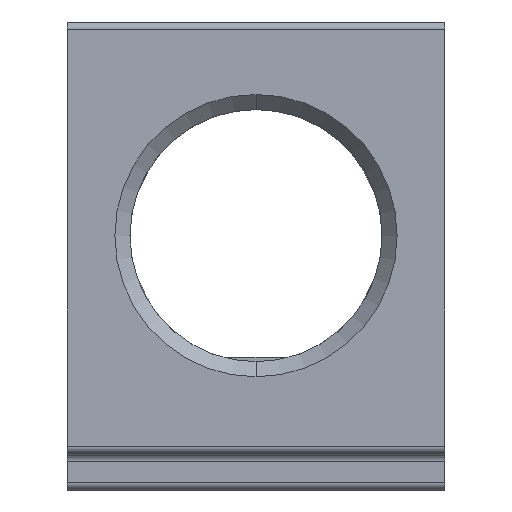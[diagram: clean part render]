
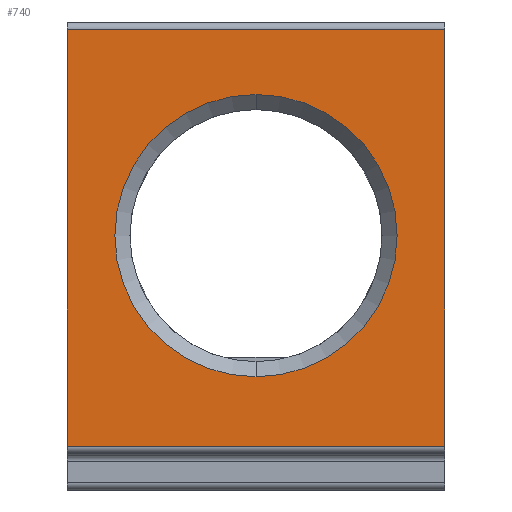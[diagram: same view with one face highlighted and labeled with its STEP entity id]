
A CAD part, front view. The second image highlights one B-rep face of the part: STEP entity #740.
In plain terms, the highlighted planar face has unit normal (0, -1, 0).
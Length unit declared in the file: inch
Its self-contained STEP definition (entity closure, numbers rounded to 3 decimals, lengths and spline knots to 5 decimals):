
#4 = AXIS2_PLACEMENT_3D ( 'NONE', #199, #128, #123 ) ;
#80 = DIRECTION ( 'NONE',  ( 0., 0., -1. ) ) ;
#89 = DIRECTION ( 'NONE',  ( 0., 1., 0. ) ) ;
#105 = EDGE_CURVE ( 'NONE', #673, #915, #298, .T. ) ;
#111 = CARTESIAN_POINT ( 'NONE',  ( 0.49213, 0., 0.66339 ) ) ;
#117 = AXIS2_PLACEMENT_3D ( 'NONE', #111, #89, #80 ) ;
#123 = DIRECTION ( 'NONE',  ( 0., 0., -1. ) ) ;
#128 = DIRECTION ( 'NONE',  ( 0., -1., 0. ) ) ;
#199 = CARTESIAN_POINT ( 'NONE',  ( 0.49213, 0., 0. ) ) ;
#210 = PLANE ( 'NONE',  #4 ) ;
#222 = FACE_BOUND ( 'NONE', #858, .T. ) ;
#232 = CARTESIAN_POINT ( 'NONE',  ( 0., 0., 0. ) ) ;
#239 = DIRECTION ( 'NONE',  ( -1., 0., 0. ) ) ;
#243 = DIRECTION ( 'NONE',  ( 0., 0., 1. ) ) ;
#248 = CARTESIAN_POINT ( 'NONE',  ( 0.49213, 0., 1.20079 ) ) ;
#258 = DIRECTION ( 'NONE',  ( 0., 0., -1. ) ) ;
#260 = FACE_OUTER_BOUND ( 'NONE', #857, .T. ) ;
#264 = CARTESIAN_POINT ( 'NONE',  ( 0.98425, 0., 0. ) ) ;
#298 = CIRCLE ( 'NONE', #1196, 0.36811 ) ;
#305 = CARTESIAN_POINT ( 'NONE',  ( 0.98425, 0., 1.20079 ) ) ;
#342 = VECTOR ( 'NONE', #243, 39.37008 ) ;
#345 = LINE ( 'NONE', #232, #342 ) ;
#347 = CIRCLE ( 'NONE', #117, 0.36811 ) ;
#348 = VECTOR ( 'NONE', #258, 39.37008 ) ;
#350 = VECTOR ( 'NONE', #239, 39.37008 ) ;
#355 = LINE ( 'NONE', #264, #348 ) ;
#358 = LINE ( 'NONE', #248, #350 ) ;
#364 = VECTOR ( 'NONE', #827, 39.37008 ) ;
#368 = LINE ( 'NONE', #814, #364 ) ;
#380 = CARTESIAN_POINT ( 'NONE',  ( 0., 0., 1.20079 ) ) ;
#429 = EDGE_CURVE ( 'NONE', #983, #847, #368, .T. ) ;
#456 = CARTESIAN_POINT ( 'NONE',  ( 0.49213, 0., 0.66339 ) ) ;
#464 = VERTEX_POINT ( 'NONE', #380 ) ;
#474 = VERTEX_POINT ( 'NONE', #305 ) ;
#504 = EDGE_CURVE ( 'NONE', #474, #847, #355, .T. ) ;
#515 = EDGE_CURVE ( 'NONE', #474, #464, #358, .T. ) ;
#531 = EDGE_CURVE ( 'NONE', #983, #464, #345, .T. ) ;
#563 = EDGE_CURVE ( 'NONE', #915, #673, #347, .T. ) ;
#673 = VERTEX_POINT ( 'NONE', #956 ) ;
#740 = ADVANCED_FACE ( 'NONE', ( #260, #222 ), #210, .T. ) ;
#814 = CARTESIAN_POINT ( 'NONE',  ( 0.49213, 0., 0.11417 ) ) ;
#827 = DIRECTION ( 'NONE',  ( 1., 0., 0. ) ) ;
#847 = VERTEX_POINT ( 'NONE', #1037 ) ;
#857 = EDGE_LOOP ( 'NONE', ( #908, #902, #901, #899 ) ) ;
#858 = EDGE_LOOP ( 'NONE', ( #898, #920 ) ) ;
#898 = ORIENTED_EDGE ( 'NONE', *, *, #105, .T. ) ;
#899 = ORIENTED_EDGE ( 'NONE', *, *, #429, .T. ) ;
#901 = ORIENTED_EDGE ( 'NONE', *, *, #531, .F. ) ;
#902 = ORIENTED_EDGE ( 'NONE', *, *, #515, .T. ) ;
#908 = ORIENTED_EDGE ( 'NONE', *, *, #504, .F. ) ;
#915 = VERTEX_POINT ( 'NONE', #1171 ) ;
#920 = ORIENTED_EDGE ( 'NONE', *, *, #563, .T. ) ;
#956 = CARTESIAN_POINT ( 'NONE',  ( 0.49213, 0., 0.29528 ) ) ;
#968 = CARTESIAN_POINT ( 'NONE',  ( 0., 0., 0.11417 ) ) ;
#983 = VERTEX_POINT ( 'NONE', #968 ) ;
#1037 = CARTESIAN_POINT ( 'NONE',  ( 0.98425, 0., 0.11417 ) ) ;
#1171 = CARTESIAN_POINT ( 'NONE',  ( 0.49213, 0., 1.0315 ) ) ;
#1196 = AXIS2_PLACEMENT_3D ( 'NONE', #456, #1414, #1322 ) ;
#1322 = DIRECTION ( 'NONE',  ( 0., 0., -1. ) ) ;
#1414 = DIRECTION ( 'NONE',  ( 0., 1., 0. ) ) ;
